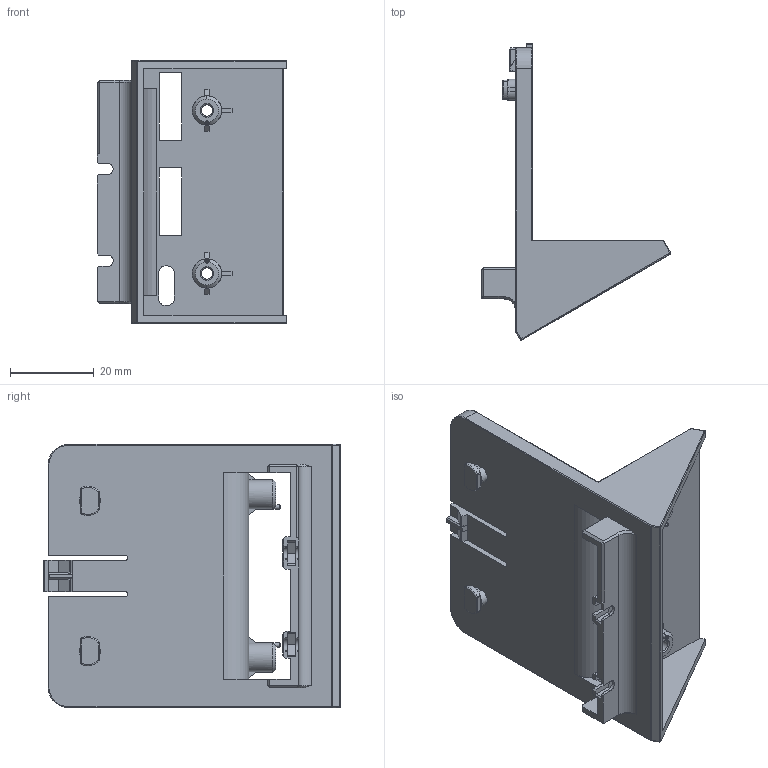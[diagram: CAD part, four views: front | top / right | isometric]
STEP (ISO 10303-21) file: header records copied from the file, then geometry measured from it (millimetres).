
FILE_DESCRIPTION (( 'STEP AP214' ), '1' );
FILE_NAME ('1_DOCK_20211011.STEP', '2021-10-11T06:08:00', ( '' ), ( '' ), 'SwSTEP 2.0', 'SolidWorks 2019', '' );
FILE_SCHEMA (( 'AUTOMOTIVE_DESIGN' ));
Length unit declared in the file: millimetre
Products named in the file (1): 1_DOCK_20211011
Bounding box: 45.32 x 70.88 x 63 mm (x, y, z)
Volume: 14631.9 mm3; surface area: 16840.6 mm2
Topology: 1 solids, 1 shells, 408 faces, 1060 edges, 656 vertices
Faces by surface type: plane 241, cylinder 111, torus 32, cone 14, sphere 10
Entity records: 12390 total; most frequent: CARTESIAN_POINT 2365, ORIENTED_EDGE 2108, DIRECTION 2076, EDGE_CURVE 1054, LINE 742, VECTOR 742, AXIS2_PLACEMENT_3D 667, VERTEX_POINT 654
